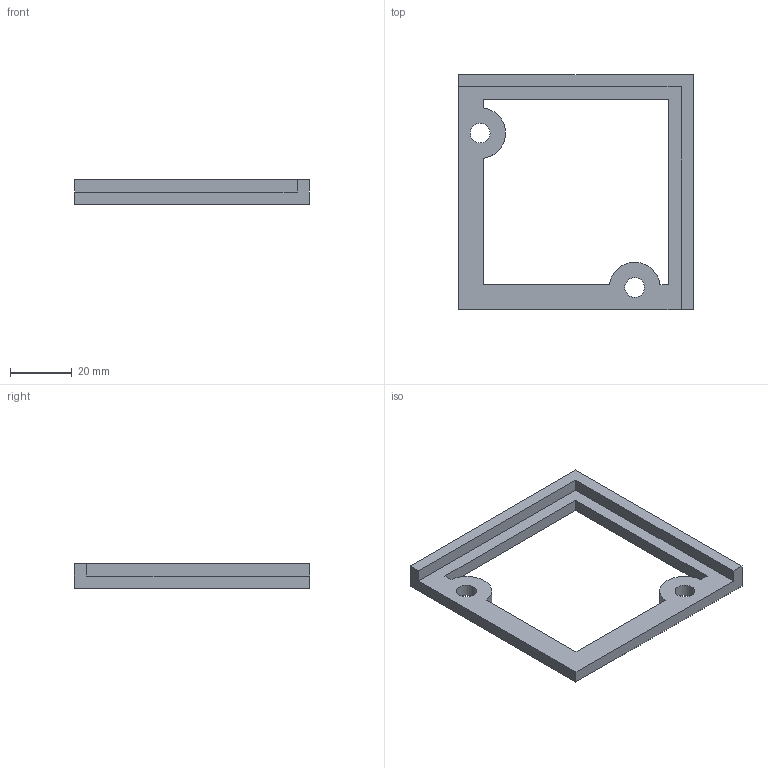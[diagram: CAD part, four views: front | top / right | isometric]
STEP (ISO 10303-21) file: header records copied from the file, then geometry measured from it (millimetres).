
FILE_DESCRIPTION(('HOOPS Exchange Step'),'2;1');
FILE_NAME('temp_export','2024-05-03T02:24:51+02:00',('Hacked'),('Shapr3D Limited'),'HOOPS Exchange 2024.2','Shapr3D','Authorized');
FILE_SCHEMA( ('AUTOMOTIVE_DESIGN { 1 0 10303 214 1 1 1 1 }') );
Length unit declared in the file: millimetre
Products named in the file (3): temp_import.step; root
Assembly tree (2 placements, depth 3):
  root
    temp_import.step
      temp_import.step
Bounding box: 76 x 76.13 x 8 mm (x, y, z)
Volume: 11521.9 mm3; surface area: 8202.3 mm2
Topology: 1 solids, 1 shells, 20 faces, 58 edges, 40 vertices
Faces by surface type: plane 15, cylinder 5
Full cylindrical faces by diameter (mm): 6.4 x2
Entity records: 752 total; most frequent: CARTESIAN_POINT 121, DIRECTION 118, ORIENTED_EDGE 116, EDGE_CURVE 58, VECTOR 44, LINE 44, VERTEX_POINT 40, AXIS2_PLACEMENT_3D 37
